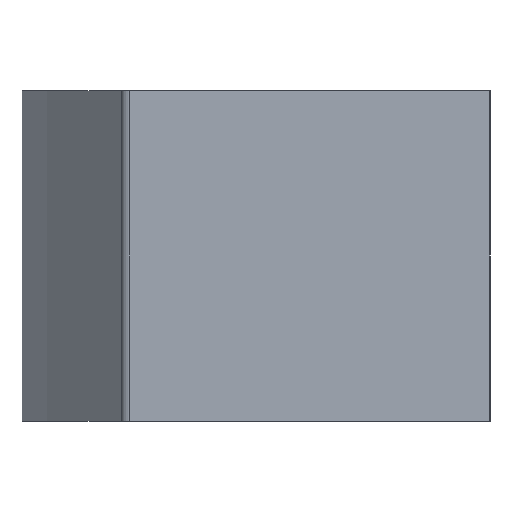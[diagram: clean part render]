
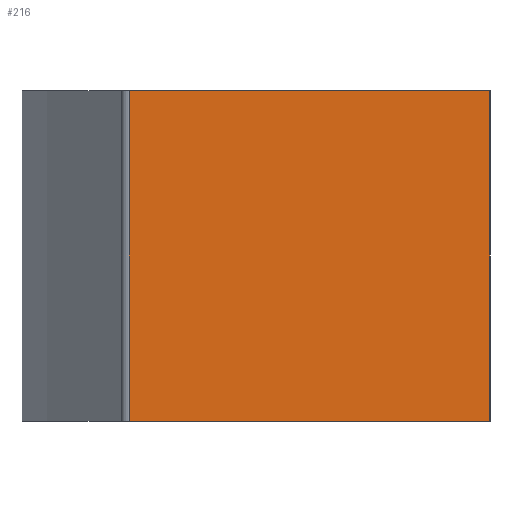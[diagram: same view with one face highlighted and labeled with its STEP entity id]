
A CAD part, left-side view. The second image highlights one B-rep face of the part: STEP entity #216.
In plain terms, the highlighted planar face has unit normal (-1, 0, 0).
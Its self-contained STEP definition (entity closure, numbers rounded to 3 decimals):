
#40 = PLANE ( 'NONE',  #821 ) ;
#50 = ORIENTED_EDGE ( 'NONE', *, *, #868, .T. ) ;
#98 = EDGE_CURVE ( 'NONE', #104, #869, #491, .T. ) ;
#104 = VERTEX_POINT ( 'NONE', #865 ) ;
#158 = VERTEX_POINT ( 'NONE', #354 ) ;
#196 = FACE_OUTER_BOUND ( 'NONE', #810, .T. ) ;
#216 = ADVANCED_FACE ( 'NONE', ( #196 ), #40, .T. ) ;
#257 = DIRECTION ( 'NONE',  ( -1., 0., 0. ) ) ;
#292 = LINE ( 'NONE', #435, #708 ) ;
#296 = VERTEX_POINT ( 'NONE', #550 ) ;
#302 = CARTESIAN_POINT ( 'NONE',  ( -136.8, -6.557, -10.1 ) ) ;
#321 = ORIENTED_EDGE ( 'NONE', *, *, #348, .F. ) ;
#328 = DIRECTION ( 'NONE',  ( 0., 0., 1. ) ) ;
#348 = EDGE_CURVE ( 'NONE', #296, #869, #768, .T. ) ;
#354 = CARTESIAN_POINT ( 'NONE',  ( -136.8, -28.6, 10.1 ) ) ;
#359 = DIRECTION ( 'NONE',  ( 0., 0., -1. ) ) ;
#419 = VECTOR ( 'NONE', #359, 1000. ) ;
#426 = LINE ( 'NONE', #510, #581 ) ;
#429 = DIRECTION ( 'NONE',  ( 0., 1., 0. ) ) ;
#435 = CARTESIAN_POINT ( 'NONE',  ( -136.8, -28.6, 10.1 ) ) ;
#489 = VECTOR ( 'NONE', #909, 1000. ) ;
#491 = LINE ( 'NONE', #639, #419 ) ;
#510 = CARTESIAN_POINT ( 'NONE',  ( -136.8, -28.6, 38.118 ) ) ;
#550 = CARTESIAN_POINT ( 'NONE',  ( -136.8, -28.6, -10.1 ) ) ;
#581 = VECTOR ( 'NONE', #805, 1000. ) ;
#585 = ORIENTED_EDGE ( 'NONE', *, *, #863, .F. ) ;
#620 = CARTESIAN_POINT ( 'NONE',  ( -136.8, -28.6, -10.1 ) ) ;
#639 = CARTESIAN_POINT ( 'NONE',  ( -136.8, -6.557, 38.118 ) ) ;
#683 = CARTESIAN_POINT ( 'NONE',  ( -136.8, -28.6, 38.118 ) ) ;
#688 = ORIENTED_EDGE ( 'NONE', *, *, #98, .T. ) ;
#708 = VECTOR ( 'NONE', #429, 1000. ) ;
#768 = LINE ( 'NONE', #620, #489 ) ;
#805 = DIRECTION ( 'NONE',  ( 0., 0., -1. ) ) ;
#810 = EDGE_LOOP ( 'NONE', ( #50, #688, #321, #585 ) ) ;
#821 = AXIS2_PLACEMENT_3D ( 'NONE', #683, #257, #328 ) ;
#863 = EDGE_CURVE ( 'NONE', #158, #296, #426, .T. ) ;
#865 = CARTESIAN_POINT ( 'NONE',  ( -136.8, -6.557, 10.1 ) ) ;
#868 = EDGE_CURVE ( 'NONE', #158, #104, #292, .T. ) ;
#869 = VERTEX_POINT ( 'NONE', #302 ) ;
#909 = DIRECTION ( 'NONE',  ( 0., 1., 0. ) ) ;
